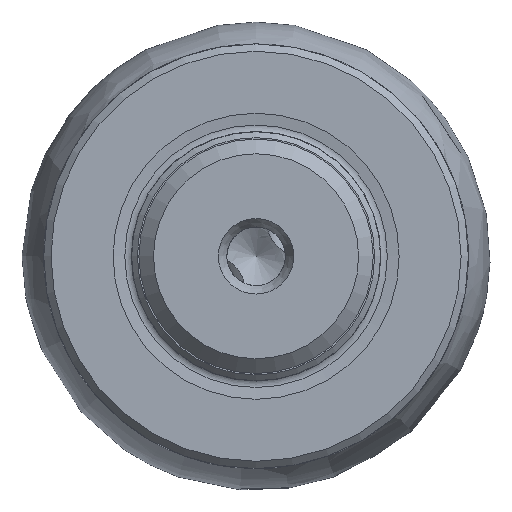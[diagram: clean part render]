
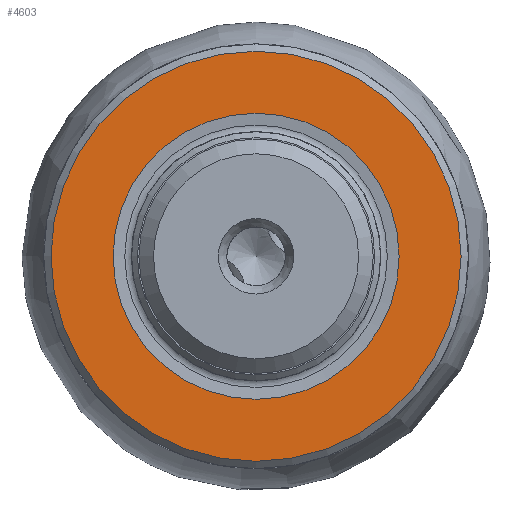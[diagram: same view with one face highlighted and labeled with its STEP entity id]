
A CAD part, left-side view. The second image highlights one B-rep face of the part: STEP entity #4603.
In plain terms, the highlighted planar face has unit normal (-1, 0, 0).
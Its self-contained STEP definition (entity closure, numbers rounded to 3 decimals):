
#124 = DIRECTION ( 'NONE',  ( 0., 0., 1. ) ) ;
#561 = DIRECTION ( 'NONE',  ( -1., 0., 0. ) ) ;
#601 = CIRCLE ( 'NONE', #5068, 14. ) ;
#1574 = CARTESIAN_POINT ( 'NONE',  ( -40.905, 0., 0. ) ) ;
#1967 = FACE_BOUND ( 'NONE', #5357, .T. ) ;
#2031 = DIRECTION ( 'NONE',  ( 0., 0., -1. ) ) ;
#2228 = CARTESIAN_POINT ( 'NONE',  ( -40.905, 0., -14. ) ) ;
#2310 = AXIS2_PLACEMENT_3D ( 'NONE', #2395, #561, #124 ) ;
#2374 = CIRCLE ( 'NONE', #5241, 9.766 ) ;
#2395 = CARTESIAN_POINT ( 'NONE',  ( -40.905, 9.766, 0. ) ) ;
#2413 = EDGE_CURVE ( 'NONE', #4198, #4198, #2374, .T. ) ;
#2650 = EDGE_LOOP ( 'NONE', ( #3634 ) ) ;
#2701 = DIRECTION ( 'NONE',  ( 1., 0., 0. ) ) ;
#2834 = PLANE ( 'NONE',  #2310 ) ;
#3118 = CARTESIAN_POINT ( 'NONE',  ( -40.905, 0., -9.766 ) ) ;
#3634 = ORIENTED_EDGE ( 'NONE', *, *, #4769, .F. ) ;
#4198 = VERTEX_POINT ( 'NONE', #3118 ) ;
#4264 = FACE_OUTER_BOUND ( 'NONE', #2650, .T. ) ;
#4603 = ADVANCED_FACE ( 'NONE', ( #1967, #4264 ), #2834, .T. ) ;
#4762 = DIRECTION ( 'NONE',  ( 1., 0., 0. ) ) ;
#4769 = EDGE_CURVE ( 'NONE', #5123, #5123, #601, .T. ) ;
#4803 = ORIENTED_EDGE ( 'NONE', *, *, #2413, .T. ) ;
#5068 = AXIS2_PLACEMENT_3D ( 'NONE', #1574, #4762, #2031 ) ;
#5123 = VERTEX_POINT ( 'NONE', #2228 ) ;
#5241 = AXIS2_PLACEMENT_3D ( 'NONE', #5463, #2701, #5925 ) ;
#5357 = EDGE_LOOP ( 'NONE', ( #4803 ) ) ;
#5463 = CARTESIAN_POINT ( 'NONE',  ( -40.905, 0., 0. ) ) ;
#5925 = DIRECTION ( 'NONE',  ( 0., 0., -1. ) ) ;
